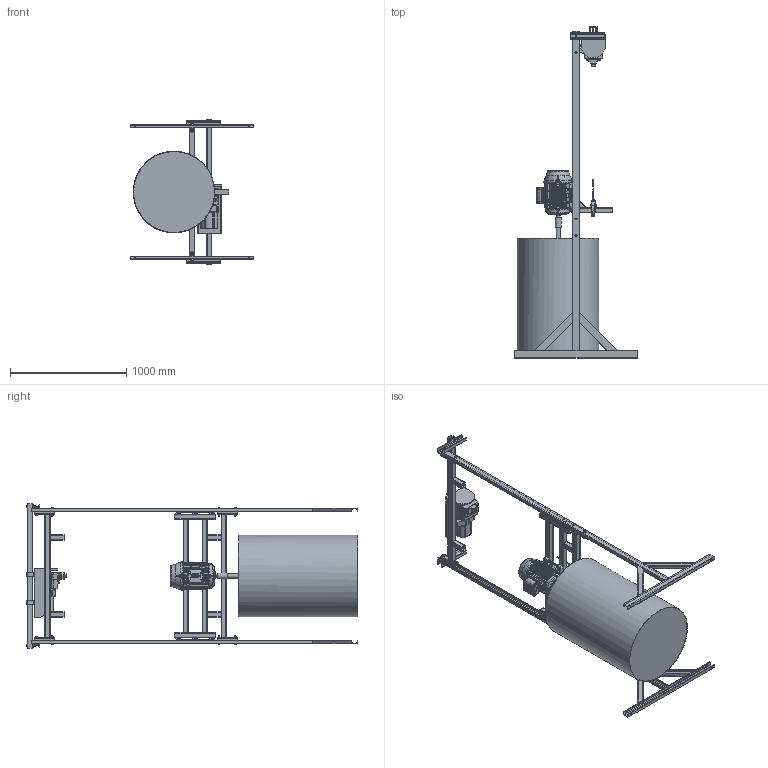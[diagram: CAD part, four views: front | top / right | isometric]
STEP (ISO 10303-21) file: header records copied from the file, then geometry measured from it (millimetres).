
FILE_DESCRIPTION(('FreeCAD Model'),'2;1');
FILE_NAME('Open CASCADE Shape Model','2025-04-30T20:47:32',('FreeCAD'),( 'FreeCAD'),'Open CASCADE STEP processor 7.6','FreeCAD','Unknown');
FILE_SCHEMA(('AUTOMOTIVE_DESIGN { 1 0 10303 214 1 1 1 1 }'));
Products named in the file (1): Open CASCADE STEP translator 7.6 1
Bounding box: 1052.44 x 2851.53 x 1239.54 mm (x, y, z)
Volume: 45943290.4 mm3; surface area: 12350392.4 mm2
Topology: 142 solids, 144 shells, 4761 faces, 12519 edges, 8193 vertices
Faces by surface type: bspline 4761
Entity records: 157875 total; most frequent: CARTESIAN_POINT 87976, ORIENTED_EDGE 24904, EDGE_CURVE 12452, VERTEX_POINT 8145, B_SPLINE_CURVE_WITH_KNOTS 6484, FACE_BOUND 5383, EDGE_LOOP 5343, ADVANCED_FACE 4721
